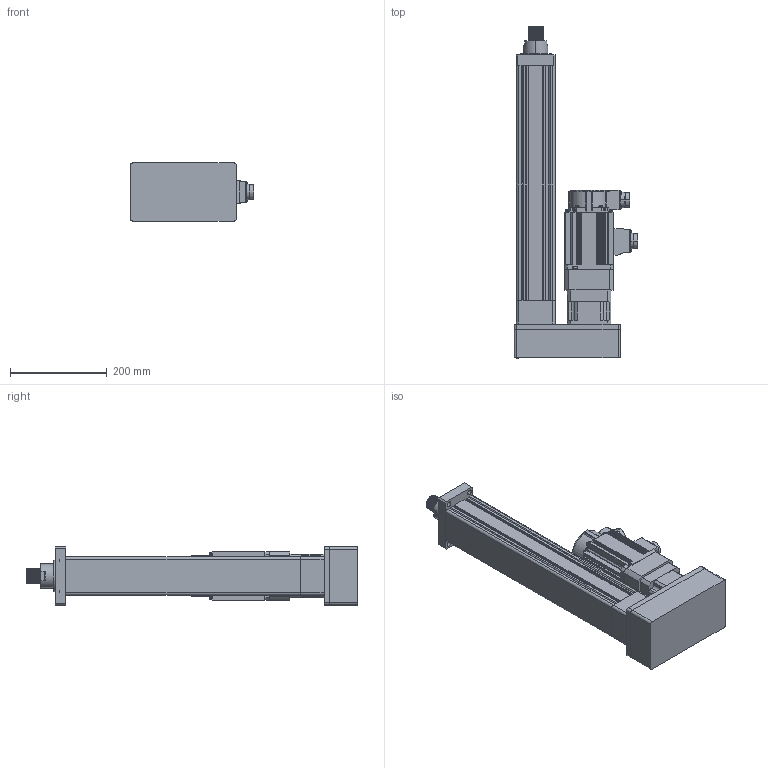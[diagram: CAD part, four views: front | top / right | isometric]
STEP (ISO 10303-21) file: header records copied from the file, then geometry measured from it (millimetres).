
FILE_DESCRIPTION (( 'STEP AP203' ), '1' );
FILE_NAME ('231226-CT-80缸折叠300行程装配体.STEP', '2023-12-26T09:20:37', ( '微软用户' ), ( '微软中国' ), 'SwSTEP 2.0', 'SolidWorks 2016', '' );
FILE_SCHEMA (( 'CONFIG_CONTROL_DESIGN' ));
Length unit declared in the file: millimetre
Products named in the file (5): MSMF102L1H6; 80缸行程300折叠前法兰安装; PGH90单级（19-95-115M8）; 231226-CT-80缸折叠300行程装配体; _MSMF102L1H6 _body
Assembly tree (4 placements, depth 3):
  231226-CT-80缸折叠300行程装配体
    80缸行程300折叠前法兰安装
    MSMF102L1H6
      _MSMF102L1H6 _body
    PGH90单级（19-95-115M8）
Bounding box: 256 x 686 x 120 mm (x, y, z)
Volume: 6116676.9 mm3; surface area: 709860.9 mm2
Topology: 6 solids, 7 shells, 1070 faces, 2810 edges, 1824 vertices
Faces by surface type: cylinder 492, plane 452, cone 78, bspline 40, torus 8
Entity records: 37392 total; most frequent: CARTESIAN_POINT 10062, DIRECTION 5737, ORIENTED_EDGE 5592, EDGE_CURVE 2796, AXIS2_PLACEMENT_3D 2059, VERTEX_POINT 1824, LINE 1619, VECTOR 1619
